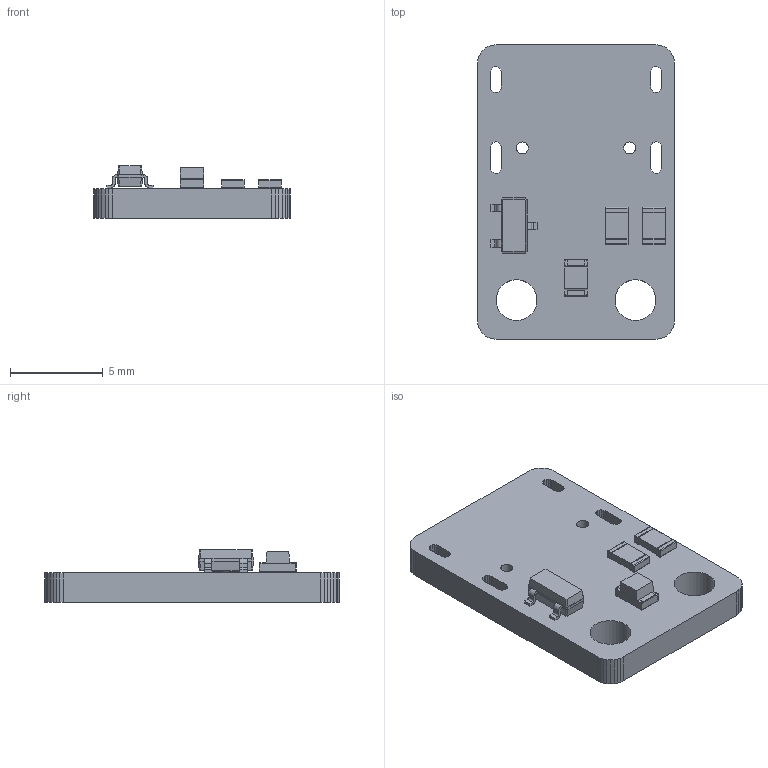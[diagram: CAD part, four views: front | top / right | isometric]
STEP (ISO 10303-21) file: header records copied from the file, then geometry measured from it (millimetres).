
FILE_DESCRIPTION(('KiCad electronic assembly'),'2;1');
FILE_NAME('MiSTerLaggy.step','2023-09-03T12:11:33',('Pcbnew'),('Kicad'), 'Open CASCADE STEP processor 7.6','KiCad to STEP converter','Unknown' );
FILE_SCHEMA(('AUTOMOTIVE_DESIGN { 1 0 10303 214 1 1 1 1 }'));
Length unit declared in the file: millimetre
Products named in the file (8): MiSTerLaggy 1; R_0805_2012Metric; SOLID; LED_0805_2012Metric; SOT-23; MiSTerLaggy PCB
Assembly tree (8 placements, depth 3):
  MiSTerLaggy 1
    R_0805_2012Metric  x2
      SOLID
    LED_0805_2012Metric
      SOLID
    SOT-23
      SOLID
    MiSTerLaggy PCB
Bounding box: 10.6 x 15.85 x 2.83 mm (x, y, z)
Volume: 254.2 mm3; surface area: 490.2 mm2
Topology: 5 solids, 5 shells, 300 faces, 809 edges, 520 vertices
Faces by surface type: plane 233, cylinder 40, bspline 27
Full cylindrical faces by diameter (mm): 0.65 x2, 2.2 x2
Entity records: 19406 total; most frequent: CARTESIAN_POINT 3432, DIRECTION 2679, LINE 2011, VECTOR 2011, ORIENTED_EDGE 1482, PCURVE 1482, DEFINITIONAL_REPRESENTATION 1482, EDGE_CURVE 741
